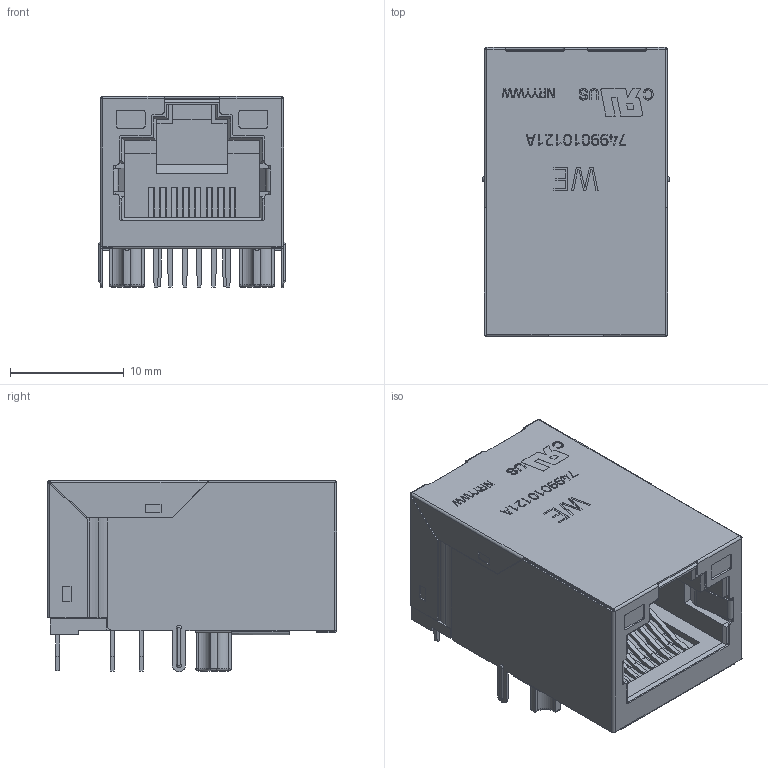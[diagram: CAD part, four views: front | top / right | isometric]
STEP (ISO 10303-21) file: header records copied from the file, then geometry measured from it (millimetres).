
FILE_DESCRIPTION(/* description */ ('Unknown','CAx-IF Rec.Pracs.---Representation and Presentation of Product Manufacturing Information (PMI)---4.0---2014-10-13','CAx-IF Rec.Pracs.---3D Tessellated Geometry---0.4---2014-09-14','2;1'),/* implementation_level */ '2;1');
FILE_NAME(/* name */ '7499010121A',/* time_stamp */ '2023-09-19T11:20:25+08:00',/* author */ ('Unknown'),/* organization */ ('Unknown'),/* preprocessor_version */ 'ST-DEVELOPER v16.7',/* originating_system */ 'Solid Edge',/* authorisation */ 'Unknown');
FILE_SCHEMA (('AP242_MANAGED_MODEL_BASED_3D_ENGINEERING_MIM_LF { 1 0 10303 442 1 1 4 }'));
Products named in the file (16): 7499010121A; 91502002702; 91733002012; 91704002006; 91704002005; 9152002001; 91317002507; 91704001019; 91704001018; 91704001017; 91704001023; 91704001020; 91317001007; 91704001022; 91704001021; 91704001024
Assembly tree (21 placements, depth 2):
  7499010121A
    91502002702
    91733002012
    91704002006  x4
    91704002005  x4
    9152002001
    91317002507
    91704001019
    91704001018
    91704001017
    91704001023
    91704001020
    91317001007
    91704001022
    91704001021
    91704001024
Bounding box: 16.4 x 25.4 x 16.8 mm (x, y, z)
Volume: 2528.8 mm3; surface area: 8319 mm2
Topology: 25 solids, 27 shells, 2187 faces, 6062 edges, 3955 vertices
Faces by surface type: plane 1764, cylinder 362, bspline 37, torus 24
Entity records: 66765 total; most frequent: CARTESIAN_POINT 13109, ORIENTED_EDGE 10844, DIRECTION 9458, EDGE_CURVE 5422, LINE 4386, VECTOR 4386, VERTEX_POINT 3535, AXIS2_PLACEMENT_3D 2536
